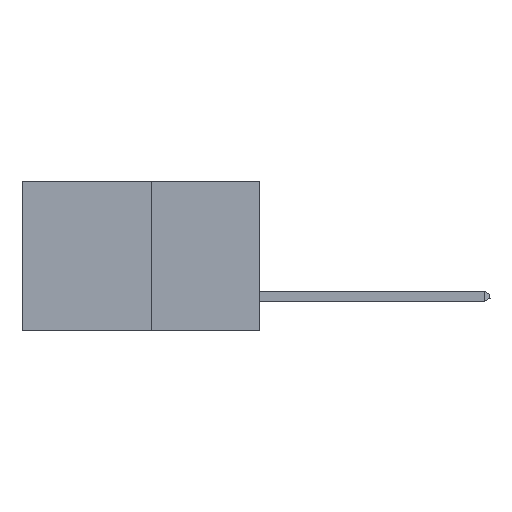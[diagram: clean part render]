
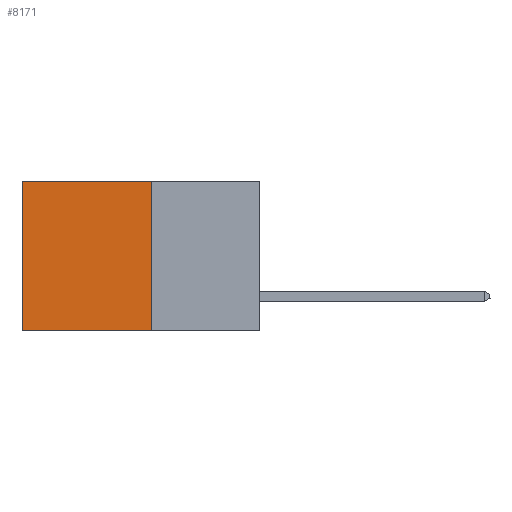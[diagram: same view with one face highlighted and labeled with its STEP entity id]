
A CAD part, left-side view. The second image highlights one B-rep face of the part: STEP entity #8171.
In plain terms, the highlighted planar face has unit normal (-1, 0, 0).
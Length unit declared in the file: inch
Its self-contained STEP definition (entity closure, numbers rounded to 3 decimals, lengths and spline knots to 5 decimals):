
#724 = CARTESIAN_POINT ( 'NONE',  ( 0.277, 0.27, -0.37 ) ) ;
#1019 = AXIS2_PLACEMENT_3D ( 'NONE', #10937, #12242, #4328 ) ;
#1355 = VERTEX_POINT ( 'NONE', #11141 ) ;
#1517 = FACE_OUTER_BOUND ( 'NONE', #11099, .T. ) ;
#1613 = PLANE ( 'NONE',  #1019 ) ;
#1751 = EDGE_CURVE ( 'NONE', #7770, #6118, #8928, .T. ) ;
#3178 = LINE ( 'NONE', #8259, #16755 ) ;
#3895 = EDGE_CURVE ( 'NONE', #7546, #6118, #8800, .T. ) ;
#3975 = DIRECTION ( 'NONE',  ( 0., 1., 0. ) ) ;
#4314 = ORIENTED_EDGE ( 'NONE', *, *, #1751, .F. ) ;
#4328 = DIRECTION ( 'NONE',  ( 0., 0., -1. ) ) ;
#4384 = ORIENTED_EDGE ( 'NONE', *, *, #3895, .T. ) ;
#5269 = VECTOR ( 'NONE', #7982, 39.37008 ) ;
#5391 = VECTOR ( 'NONE', #3975, 39.37008 ) ;
#6118 = VERTEX_POINT ( 'NONE', #9399 ) ;
#7546 = VERTEX_POINT ( 'NONE', #13516 ) ;
#7770 = VERTEX_POINT ( 'NONE', #724 ) ;
#7982 = DIRECTION ( 'NONE',  ( 0., 0., -1. ) ) ;
#8171 = ADVANCED_FACE ( 'NONE', ( #1517 ), #1613, .F. ) ;
#8259 = CARTESIAN_POINT ( 'NONE',  ( 0.277, 0.27, 0. ) ) ;
#8381 = DIRECTION ( 'NONE',  ( 0., 1., 0. ) ) ;
#8800 = LINE ( 'NONE', #12942, #11860 ) ;
#8847 = ORIENTED_EDGE ( 'NONE', *, *, #9380, .T. ) ;
#8928 = LINE ( 'NONE', #16896, #5391 ) ;
#9380 = EDGE_CURVE ( 'NONE', #1355, #7546, #3178, .T. ) ;
#9399 = CARTESIAN_POINT ( 'NONE',  ( 0.277, 0.59, -0.37 ) ) ;
#10937 = CARTESIAN_POINT ( 'NONE',  ( 0.277, 0.27, -0.37 ) ) ;
#11097 = EDGE_CURVE ( 'NONE', #1355, #7770, #12269, .T. ) ;
#11099 = EDGE_LOOP ( 'NONE', ( #4384, #4314, #13619, #8847 ) ) ;
#11141 = CARTESIAN_POINT ( 'NONE',  ( 0.277, 0.27, 0. ) ) ;
#11860 = VECTOR ( 'NONE', #12904, 39.37008 ) ;
#12242 = DIRECTION ( 'NONE',  ( 1., 0., 0. ) ) ;
#12269 = LINE ( 'NONE', #15826, #5269 ) ;
#12904 = DIRECTION ( 'NONE',  ( 0., 0., -1. ) ) ;
#12942 = CARTESIAN_POINT ( 'NONE',  ( 0.277, 0.59, -0.37 ) ) ;
#13516 = CARTESIAN_POINT ( 'NONE',  ( 0.277, 0.59, 0. ) ) ;
#13619 = ORIENTED_EDGE ( 'NONE', *, *, #11097, .F. ) ;
#15826 = CARTESIAN_POINT ( 'NONE',  ( 0.277, 0.27, -0.37 ) ) ;
#16755 = VECTOR ( 'NONE', #8381, 39.37008 ) ;
#16896 = CARTESIAN_POINT ( 'NONE',  ( 0.277, 0.27, -0.37 ) ) ;
